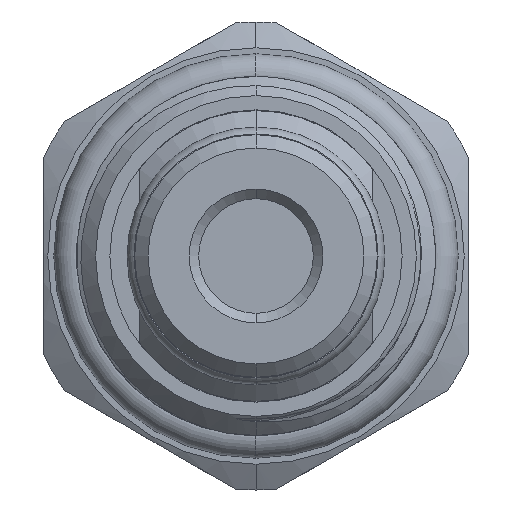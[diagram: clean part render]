
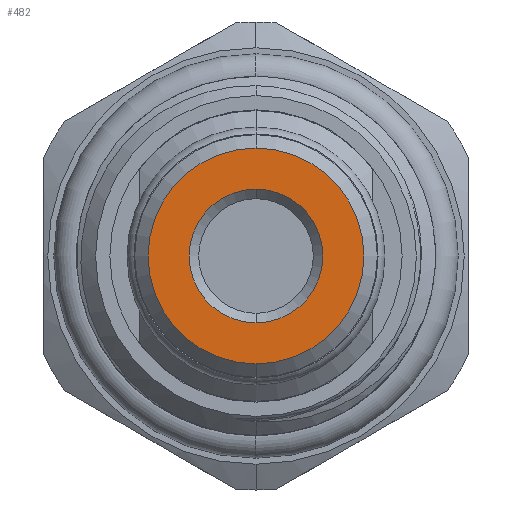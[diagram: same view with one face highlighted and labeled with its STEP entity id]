
A CAD part, left-side view. The second image highlights one B-rep face of the part: STEP entity #482.
In plain terms, the highlighted planar face has unit normal (-1, 0, 0).
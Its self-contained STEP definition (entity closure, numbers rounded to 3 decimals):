
#6 = FACE_OUTER_BOUND ( 'NONE', #4596, .T. ) ;
#126 = DIRECTION ( 'NONE',  ( 0., 0., 1. ) ) ;
#232 = ORIENTED_EDGE ( 'NONE', *, *, #4695, .T. ) ;
#236 = ORIENTED_EDGE ( 'NONE', *, *, #4897, .T. ) ;
#270 = EDGE_CURVE ( 'NONE', #4706, #4598, #3362, .T. ) ;
#331 = DIRECTION ( 'NONE',  ( 1., 0., 0. ) ) ;
#345 = VERTEX_POINT ( 'NONE', #4480 ) ;
#482 = ADVANCED_FACE ( 'NONE', ( #6, #5276 ), #2107, .F. ) ;
#545 = AXIS2_PLACEMENT_3D ( 'NONE', #1011, #1447, #4581 ) ;
#576 = CARTESIAN_POINT ( 'NONE',  ( -35.8, 0., 3.5 ) ) ;
#650 = CARTESIAN_POINT ( 'NONE',  ( -35.8, 0., 0. ) ) ;
#1011 = CARTESIAN_POINT ( 'NONE',  ( -35.8, 0., 0. ) ) ;
#1028 = VERTEX_POINT ( 'NONE', #1307 ) ;
#1307 = CARTESIAN_POINT ( 'NONE',  ( -35.8, 0., -5.65 ) ) ;
#1447 = DIRECTION ( 'NONE',  ( -1., 0., 0. ) ) ;
#1836 = DIRECTION ( 'NONE',  ( 1., 0., 0. ) ) ;
#2003 = DIRECTION ( 'NONE',  ( -1., 0., 0. ) ) ;
#2107 = PLANE ( 'NONE',  #4982 ) ;
#2230 = EDGE_CURVE ( 'NONE', #4598, #4706, #5687, .T. ) ;
#2285 = ORIENTED_EDGE ( 'NONE', *, *, #2230, .T. ) ;
#2321 = DIRECTION ( 'NONE',  ( 0., 0., 1. ) ) ;
#2350 = AXIS2_PLACEMENT_3D ( 'NONE', #650, #2003, #5158 ) ;
#2814 = CARTESIAN_POINT ( 'NONE',  ( -35.8, 0., 0. ) ) ;
#3109 = CARTESIAN_POINT ( 'NONE',  ( -35.8, 0., 0. ) ) ;
#3362 = CIRCLE ( 'NONE', #4594, 3.5 ) ;
#3707 = DIRECTION ( 'NONE',  ( 1., 0., 0. ) ) ;
#4087 = CIRCLE ( 'NONE', #545, 5.65 ) ;
#4338 = EDGE_LOOP ( 'NONE', ( #2285, #4919 ) ) ;
#4462 = CARTESIAN_POINT ( 'NONE',  ( -35.8, 0., -3.5 ) ) ;
#4480 = CARTESIAN_POINT ( 'NONE',  ( -35.8, 0., 5.65 ) ) ;
#4581 = DIRECTION ( 'NONE',  ( 0., 0., 1. ) ) ;
#4594 = AXIS2_PLACEMENT_3D ( 'NONE', #5029, #1836, #2321 ) ;
#4596 = EDGE_LOOP ( 'NONE', ( #236, #232 ) ) ;
#4598 = VERTEX_POINT ( 'NONE', #4462 ) ;
#4695 = EDGE_CURVE ( 'NONE', #1028, #345, #4087, .T. ) ;
#4706 = VERTEX_POINT ( 'NONE', #576 ) ;
#4897 = EDGE_CURVE ( 'NONE', #345, #1028, #5662, .T. ) ;
#4919 = ORIENTED_EDGE ( 'NONE', *, *, #270, .T. ) ;
#4982 = AXIS2_PLACEMENT_3D ( 'NONE', #3109, #331, #5821 ) ;
#5029 = CARTESIAN_POINT ( 'NONE',  ( -35.8, 0., 0. ) ) ;
#5053 = AXIS2_PLACEMENT_3D ( 'NONE', #2814, #3707, #126 ) ;
#5158 = DIRECTION ( 'NONE',  ( 0., 0., 1. ) ) ;
#5276 = FACE_BOUND ( 'NONE', #4338, .T. ) ;
#5662 = CIRCLE ( 'NONE', #2350, 5.65 ) ;
#5687 = CIRCLE ( 'NONE', #5053, 3.5 ) ;
#5821 = DIRECTION ( 'NONE',  ( 0., 0., 1. ) ) ;
